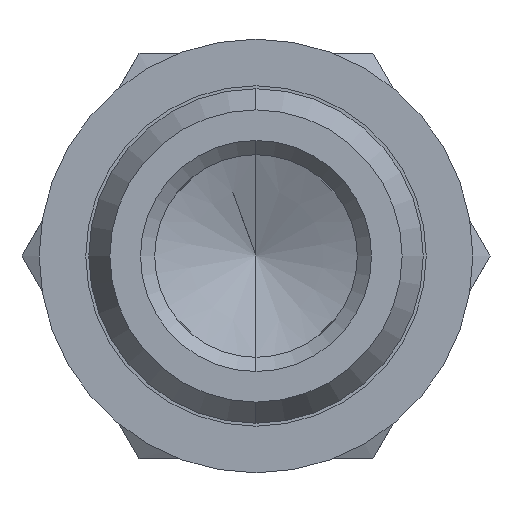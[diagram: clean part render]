
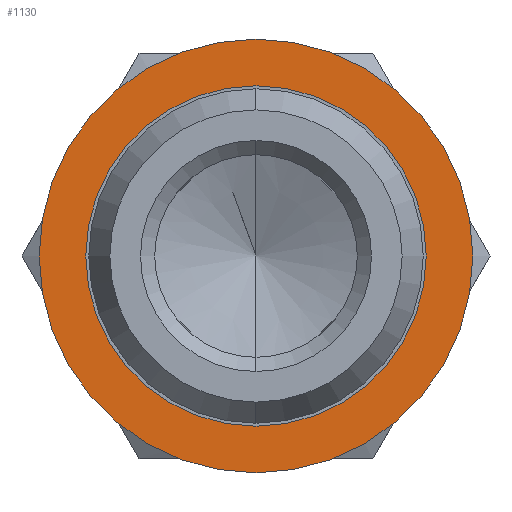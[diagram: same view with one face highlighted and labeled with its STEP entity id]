
A CAD part, front view. The second image highlights one B-rep face of the part: STEP entity #1130.
In plain terms, the highlighted planar face has unit normal (0, -1, 0).
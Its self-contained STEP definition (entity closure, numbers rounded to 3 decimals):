
#1030 = VERTEX_POINT ( 'NONE', #2247 ) ;
#1046 = EDGE_CURVE ( 'NONE', #1098, #1030, #2322, .T. ) ;
#1094 = EDGE_LOOP ( 'NONE', ( #1135, #1125 ) ) ;
#1098 = VERTEX_POINT ( 'NONE', #2475 ) ;
#1115 = EDGE_CURVE ( 'NONE', #1145, #1116, #2508, .T. ) ;
#1116 = VERTEX_POINT ( 'NONE', #2498 ) ;
#1117 = EDGE_LOOP ( 'NONE', ( #1128, #1129 ) ) ;
#1124 = EDGE_CURVE ( 'NONE', #1030, #1098, #2512, .T. ) ;
#1125 = ORIENTED_EDGE ( 'NONE', *, *, #1046, .F. ) ;
#1128 = ORIENTED_EDGE ( 'NONE', *, *, #1115, .T. ) ;
#1129 = ORIENTED_EDGE ( 'NONE', *, *, #1132, .T. ) ;
#1130 = ADVANCED_FACE ( 'NONE', ( #2530, #2510 ), #2509, .T. ) ;
#1132 = EDGE_CURVE ( 'NONE', #1116, #1145, #2490, .T. ) ;
#1135 = ORIENTED_EDGE ( 'NONE', *, *, #1124, .F. ) ;
#1145 = VERTEX_POINT ( 'NONE', #2564 ) ;
#2247 = CARTESIAN_POINT ( 'NONE',  ( 0., 0., -8.4 ) ) ;
#2322 = CIRCLE ( 'NONE', #2337, 8.4 ) ;
#2325 = DIRECTION ( 'NONE',  ( 0., 0., -1. ) ) ;
#2326 = DIRECTION ( 'NONE',  ( 0., -1., 0. ) ) ;
#2327 = CARTESIAN_POINT ( 'NONE',  ( 0., 0., 0. ) ) ;
#2337 = AXIS2_PLACEMENT_3D ( 'NONE', #2327, #2326, #2325 ) ;
#2459 = CARTESIAN_POINT ( 'NONE',  ( 0., 0., 0. ) ) ;
#2462 = DIRECTION ( 'NONE',  ( 0., 0., -1. ) ) ;
#2463 = DIRECTION ( 'NONE',  ( 0., -1., 0. ) ) ;
#2464 = CARTESIAN_POINT ( 'NONE',  ( 0., 0., 0. ) ) ;
#2465 = AXIS2_PLACEMENT_3D ( 'NONE', #2464, #2463, #2462 ) ;
#2475 = CARTESIAN_POINT ( 'NONE',  ( 0., 0., 8.4 ) ) ;
#2481 = DIRECTION ( 'NONE',  ( 0., 0., -1. ) ) ;
#2482 = DIRECTION ( 'NONE',  ( 0., -1., 0. ) ) ;
#2486 = DIRECTION ( 'NONE',  ( 0., 0., -1. ) ) ;
#2487 = DIRECTION ( 'NONE',  ( 0., -1., 0. ) ) ;
#2488 = CARTESIAN_POINT ( 'NONE',  ( 0., 0., 0. ) ) ;
#2489 = AXIS2_PLACEMENT_3D ( 'NONE', #2488, #2487, #2486 ) ;
#2490 = CIRCLE ( 'NONE', #2489, 10.7 ) ;
#2498 = CARTESIAN_POINT ( 'NONE',  ( 0., 0., 10.7 ) ) ;
#2499 = DIRECTION ( 'NONE',  ( 0., 0., -1. ) ) ;
#2506 = DIRECTION ( 'NONE',  ( 0., -1., 0. ) ) ;
#2507 = AXIS2_PLACEMENT_3D ( 'NONE', #2459, #2506, #2499 ) ;
#2508 = CIRCLE ( 'NONE', #2507, 10.7 ) ;
#2509 = PLANE ( 'NONE',  #2532 ) ;
#2510 = FACE_BOUND ( 'NONE', #1094, .T. ) ;
#2512 = CIRCLE ( 'NONE', #2465, 8.4 ) ;
#2530 = FACE_OUTER_BOUND ( 'NONE', #1117, .T. ) ;
#2531 = CARTESIAN_POINT ( 'NONE',  ( 8.4, 0., 0. ) ) ;
#2532 = AXIS2_PLACEMENT_3D ( 'NONE', #2531, #2482, #2481 ) ;
#2564 = CARTESIAN_POINT ( 'NONE',  ( 0., 0., -10.7 ) ) ;
